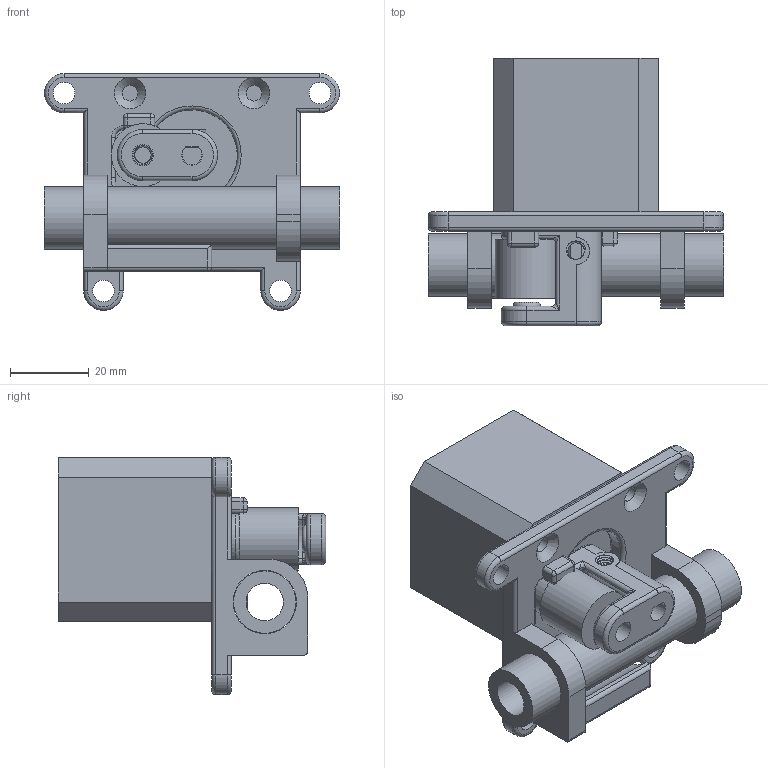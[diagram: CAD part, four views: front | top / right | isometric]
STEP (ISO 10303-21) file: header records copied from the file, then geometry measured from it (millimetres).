
FILE_DESCRIPTION( ( '' ), ' ' );
FILE_NAME( '5eb16f3b012ad812a98455c4.step', '2020-05-05T13:50:51', ( '' ), ( '' ), ' ', ' ', ' ' );
FILE_SCHEMA( ( 'AUTOMOTIVE_DESIGN { 1 0 10303 214 1 1 1 1 }' ) );
Length unit declared in the file: metre
Products named in the file (5): bearing; rotor; tube; nema 17; base
Bounding box: 75 x 68 x 60.25 mm (x, y, z)
Volume: 99453.9 mm3; surface area: 29935.3 mm2
Topology: 5 solids, 5 shells, 212 faces, 533 edges, 314 vertices
Faces by surface type: cylinder 100, plane 60, torus 29, bspline 10, sphere 10, cone 3
Full cylindrical faces by diameter (mm): 4 x3, 5 x1, 5.4 x1, 5.5 x4, 7 x2, 9.5 x1, 15.875 x1, 16 x1, 16.075 x2
Entity records: 11591 total; most frequent: CARTESIAN_POINT 4888, DIRECTION 1080, ORIENTED_EDGE 990, EDGE_CURVE 495, AXIS2_PLACEMENT_3D 432, VERTEX_POINT 309, EDGE_LOOP 266, FACE_OUTER_BOUND 229
